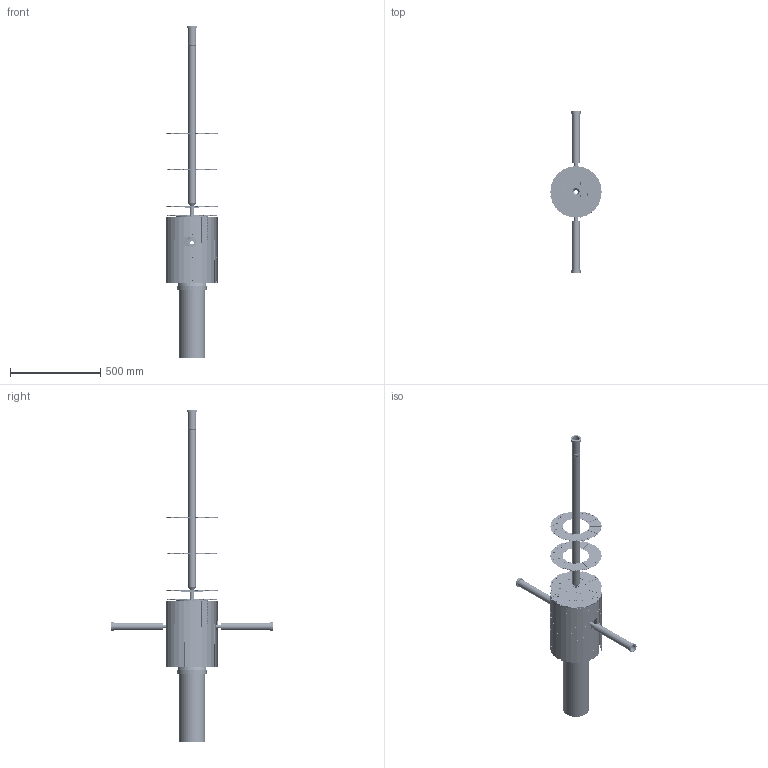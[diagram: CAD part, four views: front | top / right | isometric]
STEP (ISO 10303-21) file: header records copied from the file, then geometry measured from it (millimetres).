
FILE_DESCRIPTION((''),'2;1');
FILE_NAME('MVD-1.1_Pv-2.1_Sv-2.1.stp','2008-09-03T11:15:56',('thomas'),(''),'Autodesk Inventor 2008','Autodesk Inventor 2008','');
FILE_SCHEMA(('AUTOMOTIVE_DESIGN { 1 0 10303 214 1 1 1 1 }'));
Length unit declared in the file: millimetre
Products named in the file (155): MVD-1.1_Pv-2.1_Sv-2; Pv-2; Pixel_Hshell; Pixel_Bl1; Geometry_Bl1; Pixel_Smod_M-3x1; Pixel_Mod_M-3x1; Pixel_Sens_M-3x1; PixelActive_M-3x1; PixelPassive_M-3x1; PixelPassive_M-3x1_Rside; PixelPassive_M-3x1_Zside; Pixel_Fe_M-3x1; Cable_M-3x1; WireBonds_M-3x1; CarbonFoam_M-3x1; Smod_Sup_M-3x1_Simplified; Smod_Sup_M-3x1_Simplified_PartB; Smod_Sup_M-3x1_Simplified_PartA; Cool_Tube_Lin_M-35mm; Pixel_Smod_L-6x1; Pixel_Mod_L-6x1; Pixel_Sens_L-6x1; PixelActive_L-6x1; PixelPassive_L-6x1; PixelPassive_L-6x1_Rside; PixelPassive_L-6x1_Zside; Pixel_Fe_L-6x1; Cable_L-6x1; WireBonds_L-6x1; CarbonFoam_L-6x1; Smod_Sup_L-6x1_Simplified; Smod_Sup_L-6x1_simplified_PartB; Smod_Sup_L-6x1_simplified_PartA; Cool_Tube_Lin_L-75mm; Pixel_Bl2; Geometry_Bl2; Pixel_Smod_H-12x1; Pixel_Mod_H-12x1; Pixel_Sens_H-12x1 ...
Assembly tree (342 placements, depth 9):
  MVD-1.1_Pv-2.1_Sv-2
    Pv-2
      Pixel_Hshell  x2
        Pixel_Bl1
          Geometry_Bl1
          Pixel_Smod_M-3x1  x3
            Pixel_Mod_M-3x1
              Pixel_Sens_M-3x1
                PixelActive_M-3x1
                PixelPassive_M-3x1
                  PixelPassive_M-3x1_Rside
                  PixelPassive_M-3x1_Zside
              Pixel_Fe_M-3x1
              Cable_M-3x1
              WireBonds_M-3x1
              CarbonFoam_M-3x1
            Smod_Sup_M-3x1_Simplified
              Smod_Sup_M-3x1_Simplified_PartB
              Smod_Sup_M-3x1_Simplified_PartA
            Cool_Tube_Lin_M-35mm
          Pixel_Smod_L-6x1  x5
            Pixel_Mod_L-6x1
              Pixel_Sens_L-6x1
                PixelActive_L-6x1
                PixelPassive_L-6x1
                  PixelPassive_L-6x1_Rside
                  PixelPassive_L-6x1_Zside
              Pixel_Fe_L-6x1
              Cable_L-6x1
              WireBonds_L-6x1
              CarbonFoam_L-6x1
            Smod_Sup_L-6x1_Simplified
              Smod_Sup_L-6x1_simplified_PartB
              Smod_Sup_L-6x1_simplified_PartA
            Cool_Tube_Lin_L-75mm
        Pixel_Bl2
          Geometry_Bl2
          Pixel_Smod_H-12x1  x13
            Pixel_Mod_H-12x1
              Pixel_Sens_H-12x1
                PixelActive_H-12x1
                PixelPassive_H-12x1
                  PixelPassive_H-12x1_Rside
                  PixelPassive_H-12x1_Zside
              Pixel_Fe_H-12x1
              Cable_H-12x1
              WireBonds_H-12x1
              CarbonFoam_H-12x1
            Smod_Sup_H-12x1_Simplified
              Smod_Sup_H-12x1_Simplified_PartB
              Smod_Sup_H-12x1_Simplified_PartA
            Cool_Tube_Lin_H-130mm
          Pixel_Smod_M-3x1  x3
            Pixel_Mod_M-3x1
              Pixel_Sens_M-3x1
                PixelActive_M-3x1
                PixelPassive_M-3x1
                  PixelPassive_M-3x1_Rside
                  PixelPassive_M-3x1_Zside
              Pixel_Fe_M-3x1
Bounding box: 287.99 x 898.58 x 1840 mm (x, y, z)
Volume: 2069952.5 mm3; surface area: 5663863.5 mm2
Topology: 9535 solids, 9535 shells, 56676 faces, 112806 edges, 75200 vertices
Faces by surface type: plane 56262, cylinder 395, cone 13, bspline 6
Full cylindrical faces by diameter (mm): 0.2 x192, 2.3 x54, 2.7 x54, 40 x1, 41.6 x1, 42 x1, 44 x1, 46 x2, 60 x1
Entity records: 28153 total; most frequent: CARTESIAN_POINT 4439, DIRECTION 4399, ORIENTED_EDGE 3320, EDGE_CURVE 1660, VECTOR 1541, LINE 1541, AXIS2_PLACEMENT_3D 1429, VERTEX_POINT 1116
